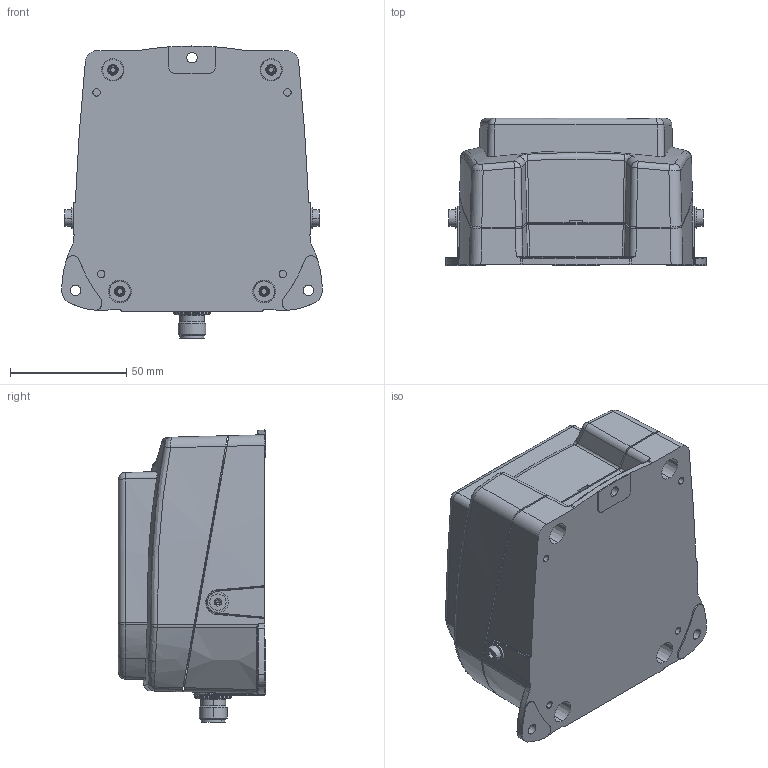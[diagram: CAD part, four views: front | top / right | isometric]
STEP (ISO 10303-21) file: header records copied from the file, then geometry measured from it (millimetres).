
FILE_DESCRIPTION((''),'2;1');
FILE_NAME('DM_CAD-2240_SW0001','2016-03-04T',('Creinig-se'),(''),'PRO/ENGINEER BY PARAMETRIC TECHNOLOGY CORPORATION, 2013050','PRO/ENGINEER BY PARAMETRIC TECHNOLOGY CORPORATION, 2013050','');
FILE_SCHEMA(('CONFIG_CONTROL_DESIGN'));
Length unit declared in the file: millimetre
Products named in the file (1): DM_CAD-2240_SW0001
Bounding box: 112 x 63.3 x 125.45 mm (x, y, z)
Volume: 470780.3 mm3; surface area: 95271.1 mm2
Topology: 2 solids, 4 shells, 1050 faces, 2799 edges, 1786 vertices
Faces by surface type: plane 391, cylinder 283, bspline 187, cone 86, torus 84, extrusion 11, sphere 8
Entity records: 52121 total; most frequent: CARTESIAN_POINT 21146, ORIENTED_EDGE 5574, DIRECTION 4047, EDGE_CURVE 2787, VERTEX_POINT 1786, AXIS2_PLACEMENT_3D 1485, EDGE_LOOP 1107, B_SPLINE_CURVE_WITH_KNOTS 1099
